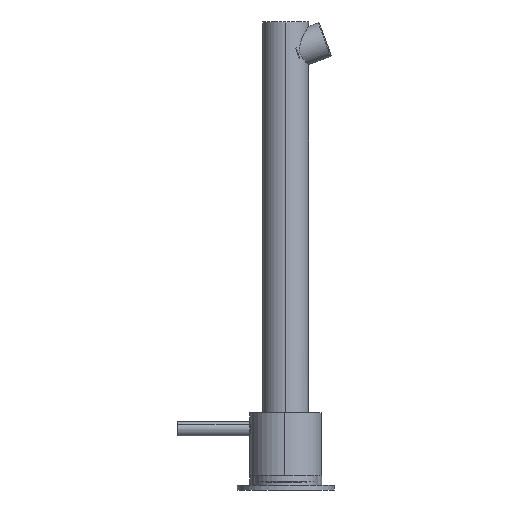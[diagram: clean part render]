
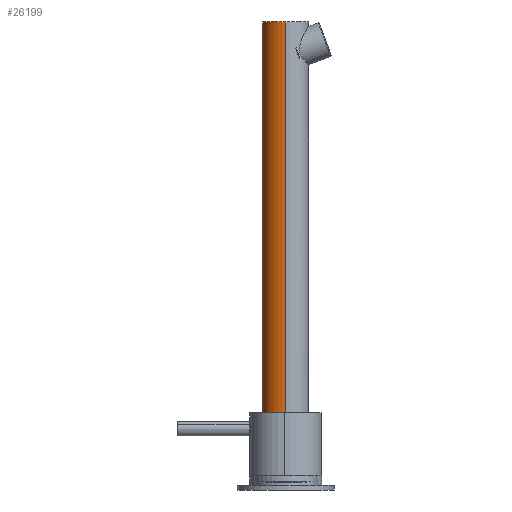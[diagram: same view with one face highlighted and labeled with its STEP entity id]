
A CAD part, left-side view. The second image highlights one B-rep face of the part: STEP entity #26199.
In plain terms, the highlighted cylindrical face has radius 12.7 mm (diameter 25.4 mm), a partial arc.
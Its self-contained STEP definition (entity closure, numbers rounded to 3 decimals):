
#3903 = DIRECTION ( 'NONE',  ( 0., 0., -1. ) ) ;
#5787 = VECTOR ( 'NONE', #30891, 1000. ) ;
#6793 = VERTEX_POINT ( 'NONE', #126626 ) ;
#13092 = EDGE_LOOP ( 'NONE', ( #34284, #23010, #39755, #109756 ) ) ;
#14038 = DIRECTION ( 'NONE',  ( 0., 0., -1. ) ) ;
#23010 = ORIENTED_EDGE ( 'NONE', *, *, #34683, .T. ) ;
#25011 = CARTESIAN_POINT ( 'NONE',  ( 12.7, 0., 8.5 ) ) ;
#26199 = ADVANCED_FACE ( 'NONE', ( #44117 ), #42768, .T. ) ;
#28052 = EDGE_CURVE ( 'NONE', #109158, #6793, #39781, .T. ) ;
#30891 = DIRECTION ( 'NONE',  ( 0., 0., -1. ) ) ;
#34284 = ORIENTED_EDGE ( 'NONE', *, *, #96677, .T. ) ;
#34683 = EDGE_CURVE ( 'NONE', #124605, #110121, #55179, .T. ) ;
#36007 = CARTESIAN_POINT ( 'NONE',  ( 12.7, 0., 5.5 ) ) ;
#39463 = DIRECTION ( 'NONE',  ( -1., 0., 0. ) ) ;
#39755 = ORIENTED_EDGE ( 'NONE', *, *, #82578, .F. ) ;
#39781 = LINE ( 'NONE', #40468, #5787 ) ;
#40468 = CARTESIAN_POINT ( 'NONE',  ( -12.7, 0., 5.5 ) ) ;
#42768 = CYLINDRICAL_SURFACE ( 'NONE', #92754, 12.7 ) ;
#44117 = FACE_OUTER_BOUND ( 'NONE', #13092, .T. ) ;
#50777 = CIRCLE ( 'NONE', #127183, 12.7 ) ;
#53044 = DIRECTION ( 'NONE',  ( -1., 0., 0. ) ) ;
#55179 = LINE ( 'NONE', #36007, #66494 ) ;
#60645 = DIRECTION ( 'NONE',  ( 0., 0., -1. ) ) ;
#66494 = VECTOR ( 'NONE', #3903, 1000. ) ;
#70693 = CARTESIAN_POINT ( 'NONE',  ( -12.7, 0., 260. ) ) ;
#79757 = CARTESIAN_POINT ( 'NONE',  ( 12.7, 0., 260. ) ) ;
#82578 = EDGE_CURVE ( 'NONE', #6793, #110121, #50777, .T. ) ;
#85807 = DIRECTION ( 'NONE',  ( 0., 0., -1. ) ) ;
#91401 = CARTESIAN_POINT ( 'NONE',  ( 0., 0., 8.5 ) ) ;
#92409 = CIRCLE ( 'NONE', #109865, 12.7 ) ;
#92754 = AXIS2_PLACEMENT_3D ( 'NONE', #94719, #85807, #96069 ) ;
#94719 = CARTESIAN_POINT ( 'NONE',  ( 0., 0., 5.5 ) ) ;
#96069 = DIRECTION ( 'NONE',  ( -1., 0., 0. ) ) ;
#96677 = EDGE_CURVE ( 'NONE', #109158, #124605, #92409, .T. ) ;
#109158 = VERTEX_POINT ( 'NONE', #70693 ) ;
#109756 = ORIENTED_EDGE ( 'NONE', *, *, #28052, .F. ) ;
#109865 = AXIS2_PLACEMENT_3D ( 'NONE', #116592, #14038, #53044 ) ;
#110121 = VERTEX_POINT ( 'NONE', #25011 ) ;
#116592 = CARTESIAN_POINT ( 'NONE',  ( 0., 0., 260. ) ) ;
#124605 = VERTEX_POINT ( 'NONE', #79757 ) ;
#126626 = CARTESIAN_POINT ( 'NONE',  ( -12.7, 0., 8.5 ) ) ;
#127183 = AXIS2_PLACEMENT_3D ( 'NONE', #91401, #60645, #39463 ) ;
